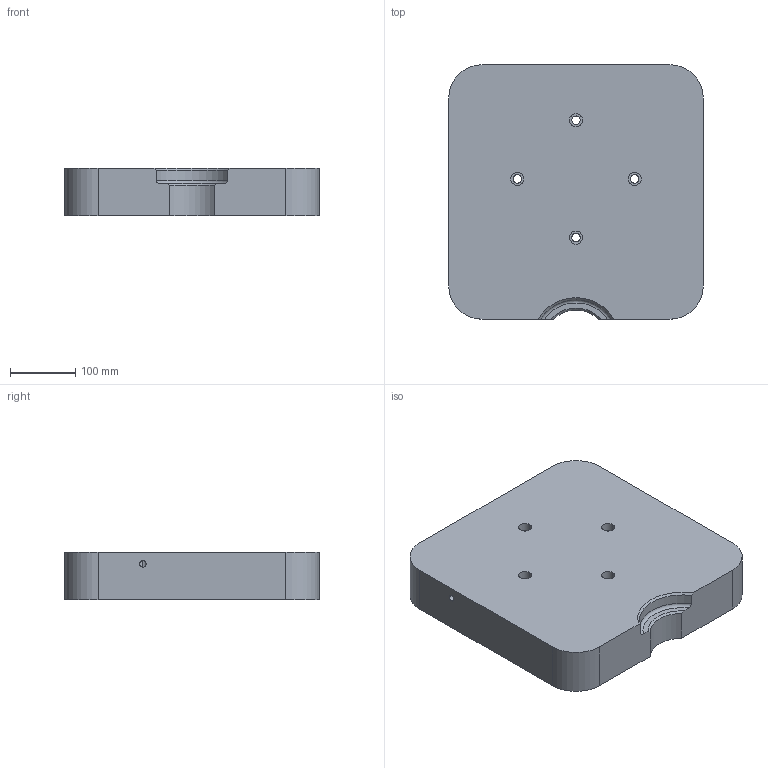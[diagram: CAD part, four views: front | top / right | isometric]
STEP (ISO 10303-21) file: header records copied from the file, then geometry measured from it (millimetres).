
FILE_DESCRIPTION((''),'2;1');
FILE_NAME('MOLD_VOL_2','2019-03-17T',('Administrator'),(''),'CREO PARAMETRIC BY PTC INC, 2014190','CREO PARAMETRIC BY PTC INC, 2014190','');
FILE_SCHEMA(('CONFIG_CONTROL_DESIGN'));
Length unit declared in the file: millimetre
Products named in the file (1): MOLD_VOL_2
Bounding box: 390 x 390 x 73 mm (x, y, z)
Volume: 8834939 mm3; surface area: 457014.3 mm2
Topology: 1 solids, 1 shells, 175 faces, 435 edges, 269 vertices
Faces by surface type: bspline 64, cylinder 41, plane 33, cone 19, torus 18
Entity records: 10504 total; most frequent: CARTESIAN_POINT 6688, ORIENTED_EDGE 870, DIRECTION 681, EDGE_CURVE 435, AXIS2_PLACEMENT_3D 287, VERTEX_POINT 269, EDGE_LOOP 194, CIRCLE 176
